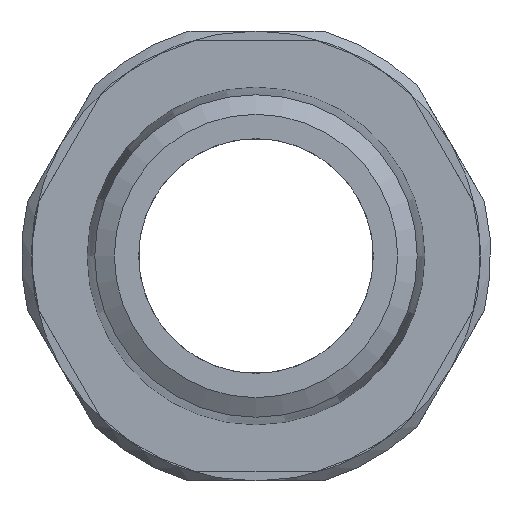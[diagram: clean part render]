
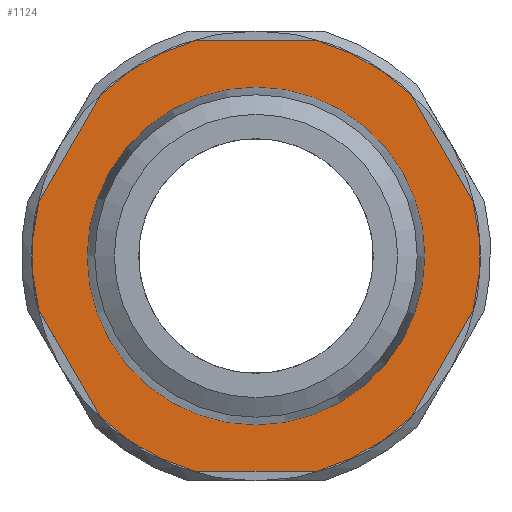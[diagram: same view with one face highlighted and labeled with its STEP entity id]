
A CAD part, front view. The second image highlights one B-rep face of the part: STEP entity #1124.
In plain terms, the highlighted planar face has unit normal (0, -1, 0).
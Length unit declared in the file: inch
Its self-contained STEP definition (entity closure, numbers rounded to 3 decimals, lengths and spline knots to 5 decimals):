
#60=FACE_BOUND('',#226,.T.);
#67=CIRCLE('',#1210,0.715);
#68=CIRCLE('',#1211,0.715);
#69=CIRCLE('',#1212,0.715);
#70=CIRCLE('',#1213,0.715);
#71=CIRCLE('',#1214,0.715);
#72=CIRCLE('',#1215,0.715);
#73=CIRCLE('',#1216,0.53942);
#74=CIRCLE('',#1217,0.53942);
#162=FACE_OUTER_BOUND('',#225,.T.);
#225=EDGE_LOOP('',(#721,#722,#723,#724,#725,#726,#727,#728,#729,#730,#731,
#732));
#226=EDGE_LOOP('',(#733,#734));
#290=LINE('',#1720,#339);
#293=LINE('',#1731,#342);
#296=LINE('',#1742,#345);
#299=LINE('',#1753,#348);
#302=LINE('',#1764,#351);
#305=LINE('',#1775,#354);
#339=VECTOR('',#1360,0.3937);
#342=VECTOR('',#1365,0.3937);
#345=VECTOR('',#1370,0.3937);
#348=VECTOR('',#1375,0.3937);
#351=VECTOR('',#1380,0.3937);
#354=VECTOR('',#1385,0.3937);
#419=VERTEX_POINT('',#1717);
#420=VERTEX_POINT('',#1719);
#423=VERTEX_POINT('',#1728);
#424=VERTEX_POINT('',#1730);
#427=VERTEX_POINT('',#1739);
#428=VERTEX_POINT('',#1741);
#431=VERTEX_POINT('',#1750);
#432=VERTEX_POINT('',#1752);
#435=VERTEX_POINT('',#1761);
#436=VERTEX_POINT('',#1763);
#439=VERTEX_POINT('',#1772);
#440=VERTEX_POINT('',#1774);
#441=VERTEX_POINT('',#1784);
#442=VERTEX_POINT('',#1785);
#531=EDGE_CURVE('',#420,#419,#290,.T.);
#535=EDGE_CURVE('',#424,#423,#293,.T.);
#539=EDGE_CURVE('',#428,#427,#296,.T.);
#543=EDGE_CURVE('',#432,#431,#299,.T.);
#547=EDGE_CURVE('',#436,#435,#302,.T.);
#551=EDGE_CURVE('',#440,#439,#305,.T.);
#553=EDGE_CURVE('',#419,#432,#67,.T.);
#554=EDGE_CURVE('',#431,#424,#68,.T.);
#555=EDGE_CURVE('',#423,#436,#69,.T.);
#556=EDGE_CURVE('',#435,#440,#70,.T.);
#557=EDGE_CURVE('',#439,#428,#71,.T.);
#558=EDGE_CURVE('',#427,#420,#72,.T.);
#559=EDGE_CURVE('',#441,#442,#73,.T.);
#560=EDGE_CURVE('',#442,#441,#74,.T.);
#721=ORIENTED_EDGE('',*,*,#531,.T.);
#722=ORIENTED_EDGE('',*,*,#553,.T.);
#723=ORIENTED_EDGE('',*,*,#543,.T.);
#724=ORIENTED_EDGE('',*,*,#554,.T.);
#725=ORIENTED_EDGE('',*,*,#535,.T.);
#726=ORIENTED_EDGE('',*,*,#555,.T.);
#727=ORIENTED_EDGE('',*,*,#547,.T.);
#728=ORIENTED_EDGE('',*,*,#556,.T.);
#729=ORIENTED_EDGE('',*,*,#551,.T.);
#730=ORIENTED_EDGE('',*,*,#557,.T.);
#731=ORIENTED_EDGE('',*,*,#539,.T.);
#732=ORIENTED_EDGE('',*,*,#558,.T.);
#733=ORIENTED_EDGE('',*,*,#559,.F.);
#734=ORIENTED_EDGE('',*,*,#560,.F.);
#1039=PLANE('',#1209);
#1124=ADVANCED_FACE('',(#162,#60),#1039,.T.);
#1209=AXIS2_PLACEMENT_3D('',#1777,#1387,#1388);
#1210=AXIS2_PLACEMENT_3D('',#1778,#1389,#1390);
#1211=AXIS2_PLACEMENT_3D('',#1779,#1391,#1392);
#1212=AXIS2_PLACEMENT_3D('',#1780,#1393,#1394);
#1213=AXIS2_PLACEMENT_3D('',#1781,#1395,#1396);
#1214=AXIS2_PLACEMENT_3D('',#1782,#1397,#1398);
#1215=AXIS2_PLACEMENT_3D('',#1783,#1399,#1400);
#1216=AXIS2_PLACEMENT_3D('',#1786,#1401,#1402);
#1217=AXIS2_PLACEMENT_3D('',#1787,#1403,#1404);
#1360=DIRECTION('',(0.5,0.,-0.866));
#1365=DIRECTION('',(0.5,0.,0.866));
#1370=DIRECTION('',(-0.5,0.,-0.866));
#1375=DIRECTION('',(1.,0.,0.));
#1380=DIRECTION('',(-0.5,0.,0.866));
#1385=DIRECTION('',(-1.,0.,0.));
#1387=DIRECTION('center_axis',(0.,-1.,0.));
#1388=DIRECTION('ref_axis',(0.,0.,
1.));
#1389=DIRECTION('center_axis',(0.,-1.,0.));
#1390=DIRECTION('ref_axis',(-1.,0.,0.));
#1391=DIRECTION('center_axis',(0.,-1.,0.));
#1392=DIRECTION('ref_axis',(-1.,0.,0.));
#1393=DIRECTION('center_axis',(0.,-1.,0.));
#1394=DIRECTION('ref_axis',(-1.,0.,0.));
#1395=DIRECTION('center_axis',(0.,-1.,0.));
#1396=DIRECTION('ref_axis',(-1.,0.,0.));
#1397=DIRECTION('center_axis',(0.,-1.,0.));
#1398=DIRECTION('ref_axis',(-1.,0.,0.));
#1399=DIRECTION('center_axis',(0.,-1.,0.));
#1400=DIRECTION('ref_axis',(-1.,0.,0.));
#1401=DIRECTION('center_axis',(0.,-1.,0.));
#1402=DIRECTION('ref_axis',(-1.,0.,0.));
#1403=DIRECTION('center_axis',(0.,-1.,0.));
#1404=DIRECTION('ref_axis',(-1.,0.,0.));
#1717=CARTESIAN_POINT('',(-0.4972,-0.25423,-0.51383));
#1719=CARTESIAN_POINT('',(-0.69359,-0.25423,-0.17367));
#1720=CARTESIAN_POINT('',(-0.57706,-0.25423,-0.3755));
#1728=CARTESIAN_POINT('',(0.69359,-0.25423,-0.17367));
#1730=CARTESIAN_POINT('',(0.4972,-0.25423,-0.51383));
#1731=CARTESIAN_POINT('',(0.61372,-0.25423,-0.312));
#1739=CARTESIAN_POINT('',(-0.69359,-0.25423,0.17367));
#1741=CARTESIAN_POINT('',(-0.4972,-0.25423,0.51383));
#1742=CARTESIAN_POINT('',(-0.47887,-0.25423,0.54558));
#1750=CARTESIAN_POINT('',(0.19639,-0.25423,-0.6875));
#1752=CARTESIAN_POINT('',(-0.19639,-0.25423,-0.6875));
#1753=CARTESIAN_POINT('',(0.17152,-0.25423,-0.6875));
#1761=CARTESIAN_POINT('',(0.4972,-0.25423,0.51383));
#1763=CARTESIAN_POINT('',(0.69359,-0.25423,0.17367));
#1764=CARTESIAN_POINT('',(0.71192,-0.25423,0.14192));
#1772=CARTESIAN_POINT('',(-0.19639,-0.25423,0.6875));
#1774=CARTESIAN_POINT('',(0.19639,-0.25423,0.6875));
#1775=CARTESIAN_POINT('',(0.36791,-0.25423,0.6875));
#1777=CARTESIAN_POINT('Origin',(0.53942,-0.25423,0.));
#1778=CARTESIAN_POINT('Origin',(0.,-0.25423,
0.));
#1779=CARTESIAN_POINT('Origin',(0.,-0.25423,
0.));
#1780=CARTESIAN_POINT('Origin',(0.,-0.25423,
0.));
#1781=CARTESIAN_POINT('Origin',(0.,-0.25423,
0.));
#1782=CARTESIAN_POINT('Origin',(0.,-0.25423,
0.));
#1783=CARTESIAN_POINT('Origin',(0.,-0.25423,
0.));
#1784=CARTESIAN_POINT('',(0.53942,-0.25423,0.));
#1785=CARTESIAN_POINT('',(-0.53942,-0.25423,0.));
#1786=CARTESIAN_POINT('Origin',(0.,-0.25423,
0.));
#1787=CARTESIAN_POINT('Origin',(0.,-0.25423,
0.));
